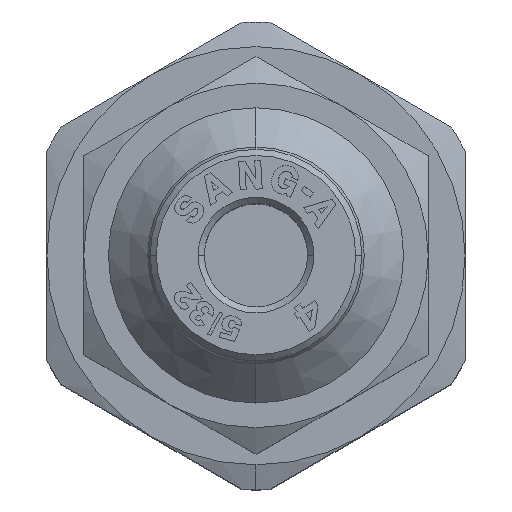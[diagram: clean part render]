
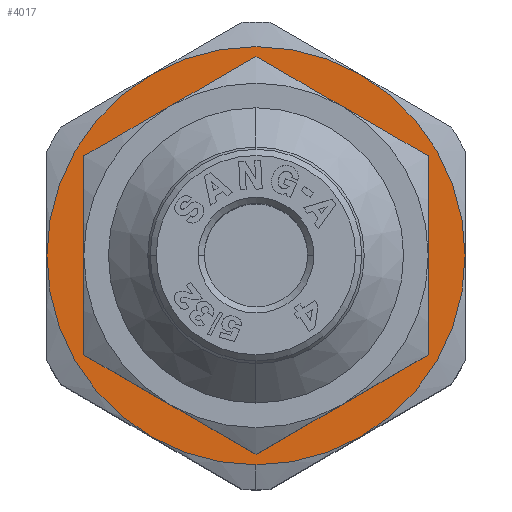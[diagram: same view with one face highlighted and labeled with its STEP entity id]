
A CAD part, top view. The second image highlights one B-rep face of the part: STEP entity #4017.
In plain terms, the highlighted planar face has unit normal (0, 0, 1).
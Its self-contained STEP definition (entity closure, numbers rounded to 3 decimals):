
#19 = ORIENTED_EDGE ( 'NONE', *, *, #2323, .T. ) ;
#461 = VERTEX_POINT ( 'NONE', #8790 ) ;
#571 = ORIENTED_EDGE ( 'NONE', *, *, #6686, .F. ) ;
#671 = FACE_BOUND ( 'NONE', #13985, .T. ) ;
#973 = ORIENTED_EDGE ( 'NONE', *, *, #8957, .F. ) ;
#1229 = CARTESIAN_POINT ( 'NONE',  ( 0., 8.5, -0.35 ) ) ;
#2119 = VERTEX_POINT ( 'NONE', #10104 ) ;
#2212 = DIRECTION ( 'NONE',  ( 0., 0., -1. ) ) ;
#2310 = CIRCLE ( 'NONE', #6892, 8.5 ) ;
#2323 = EDGE_CURVE ( 'NONE', #14083, #6266, #9761, .T. ) ;
#2503 = EDGE_CURVE ( 'NONE', #6266, #14083, #7077, .T. ) ;
#2652 = CIRCLE ( 'NONE', #12467, 8.5 ) ;
#2946 = DIRECTION ( 'NONE',  ( 0., 0., -1. ) ) ;
#2990 = DIRECTION ( 'NONE',  ( 1., 0., 0. ) ) ;
#3190 = AXIS2_PLACEMENT_3D ( 'NONE', #13209, #14341, #9687 ) ;
#3771 = CIRCLE ( 'NONE', #3190, 8.5 ) ;
#3853 = ORIENTED_EDGE ( 'NONE', *, *, #2503, .T. ) ;
#4017 = ADVANCED_FACE ( 'NONE', ( #671, #5251 ), #6404, .T. ) ;
#4085 = DIRECTION ( 'NONE',  ( -1., 0., 0. ) ) ;
#4766 = EDGE_LOOP ( 'NONE', ( #14590, #13178, #8311, #5023, #571, #8278, #973 ) ) ;
#5023 = ORIENTED_EDGE ( 'NONE', *, *, #9241, .F. ) ;
#5239 = CARTESIAN_POINT ( 'NONE',  ( 0., 0., -0.35 ) ) ;
#5251 = FACE_OUTER_BOUND ( 'NONE', #4766, .T. ) ;
#5318 = CARTESIAN_POINT ( 'NONE',  ( 5., 0., -0.35 ) ) ;
#5369 = EDGE_CURVE ( 'NONE', #6272, #6997, #3771, .T. ) ;
#5896 = VERTEX_POINT ( 'NONE', #11312 ) ;
#6266 = VERTEX_POINT ( 'NONE', #5318 ) ;
#6272 = VERTEX_POINT ( 'NONE', #14337 ) ;
#6303 = AXIS2_PLACEMENT_3D ( 'NONE', #14591, #12526, #9104 ) ;
#6345 = CIRCLE ( 'NONE', #6303, 8.5 ) ;
#6378 = DIRECTION ( 'NONE',  ( 0., 0., -1. ) ) ;
#6404 = PLANE ( 'NONE',  #11496 ) ;
#6482 = CARTESIAN_POINT ( 'NONE',  ( 7.361, 4.25, -0.35 ) ) ;
#6567 = EDGE_CURVE ( 'NONE', #2119, #461, #2310, .T. ) ;
#6686 = EDGE_CURVE ( 'NONE', #6997, #10167, #2652, .T. ) ;
#6892 = AXIS2_PLACEMENT_3D ( 'NONE', #10966, #2946, #4085 ) ;
#6997 = VERTEX_POINT ( 'NONE', #10592 ) ;
#7077 = CIRCLE ( 'NONE', #9418, 5. ) ;
#7271 = DIRECTION ( 'NONE',  ( 1., 0., 0. ) ) ;
#7315 = DIRECTION ( 'NONE',  ( 0., 0., -1. ) ) ;
#7391 = AXIS2_PLACEMENT_3D ( 'NONE', #9793, #7315, #8611 ) ;
#7632 = DIRECTION ( 'NONE',  ( 1., 0., 0. ) ) ;
#7712 = DIRECTION ( 'NONE',  ( -1., 0., 0. ) ) ;
#7770 = DIRECTION ( 'NONE',  ( 0., 0., -1. ) ) ;
#7934 = AXIS2_PLACEMENT_3D ( 'NONE', #5239, #6378, #14255 ) ;
#8278 = ORIENTED_EDGE ( 'NONE', *, *, #5369, .F. ) ;
#8311 = ORIENTED_EDGE ( 'NONE', *, *, #12783, .F. ) ;
#8611 = DIRECTION ( 'NONE',  ( -1., 0., 0. ) ) ;
#8790 = CARTESIAN_POINT ( 'NONE',  ( -7.361, -4.25, -0.35 ) ) ;
#8957 = EDGE_CURVE ( 'NONE', #461, #6272, #11461, .T. ) ;
#8999 = DIRECTION ( 'NONE',  ( 0., 0., -1. ) ) ;
#9021 = CARTESIAN_POINT ( 'NONE',  ( 0., 0., -0.35 ) ) ;
#9104 = DIRECTION ( 'NONE',  ( -1., 0., 0. ) ) ;
#9241 = EDGE_CURVE ( 'NONE', #10167, #14566, #9522, .T. ) ;
#9418 = AXIS2_PLACEMENT_3D ( 'NONE', #14354, #7770, #7632 ) ;
#9505 = CARTESIAN_POINT ( 'NONE',  ( 0., 0., -0.35 ) ) ;
#9522 = CIRCLE ( 'NONE', #7391, 8.5 ) ;
#9687 = DIRECTION ( 'NONE',  ( -1., 0., 0. ) ) ;
#9761 = CIRCLE ( 'NONE', #13647, 5. ) ;
#9793 = CARTESIAN_POINT ( 'NONE',  ( 0., 0., -0.35 ) ) ;
#9921 = DIRECTION ( 'NONE',  ( 0., 0., 1. ) ) ;
#10104 = CARTESIAN_POINT ( 'NONE',  ( 0., -8.5, -0.35 ) ) ;
#10147 = DIRECTION ( 'NONE',  ( -1., 0., 0. ) ) ;
#10167 = VERTEX_POINT ( 'NONE', #1229 ) ;
#10592 = CARTESIAN_POINT ( 'NONE',  ( -7.361, 4.25, -0.35 ) ) ;
#10966 = CARTESIAN_POINT ( 'NONE',  ( 0., 0., -0.35 ) ) ;
#11105 = CARTESIAN_POINT ( 'NONE',  ( 0., 0., -0.35 ) ) ;
#11312 = CARTESIAN_POINT ( 'NONE',  ( 7.361, -4.25, -0.35 ) ) ;
#11452 = AXIS2_PLACEMENT_3D ( 'NONE', #9021, #2212, #10147 ) ;
#11461 = CIRCLE ( 'NONE', #11452, 8.5 ) ;
#11496 = AXIS2_PLACEMENT_3D ( 'NONE', #14280, #9921, #2990 ) ;
#12467 = AXIS2_PLACEMENT_3D ( 'NONE', #11105, #8999, #7712 ) ;
#12526 = DIRECTION ( 'NONE',  ( 0., 0., -1. ) ) ;
#12726 = CARTESIAN_POINT ( 'NONE',  ( -5., 0., -0.35 ) ) ;
#12783 = EDGE_CURVE ( 'NONE', #14566, #5896, #13943, .T. ) ;
#13178 = ORIENTED_EDGE ( 'NONE', *, *, #13635, .F. ) ;
#13209 = CARTESIAN_POINT ( 'NONE',  ( 0., 0., -0.35 ) ) ;
#13635 = EDGE_CURVE ( 'NONE', #5896, #2119, #6345, .T. ) ;
#13647 = AXIS2_PLACEMENT_3D ( 'NONE', #9505, #13956, #7271 ) ;
#13943 = CIRCLE ( 'NONE', #7934, 8.5 ) ;
#13956 = DIRECTION ( 'NONE',  ( 0., 0., -1. ) ) ;
#13985 = EDGE_LOOP ( 'NONE', ( #3853, #19 ) ) ;
#14083 = VERTEX_POINT ( 'NONE', #12726 ) ;
#14255 = DIRECTION ( 'NONE',  ( -1., 0., 0. ) ) ;
#14280 = CARTESIAN_POINT ( 'NONE',  ( 0., 0., -0.35 ) ) ;
#14337 = CARTESIAN_POINT ( 'NONE',  ( -8.5, 0., -0.35 ) ) ;
#14341 = DIRECTION ( 'NONE',  ( 0., 0., -1. ) ) ;
#14354 = CARTESIAN_POINT ( 'NONE',  ( 0., 0., -0.35 ) ) ;
#14566 = VERTEX_POINT ( 'NONE', #6482 ) ;
#14590 = ORIENTED_EDGE ( 'NONE', *, *, #6567, .F. ) ;
#14591 = CARTESIAN_POINT ( 'NONE',  ( 0., 0., -0.35 ) ) ;
